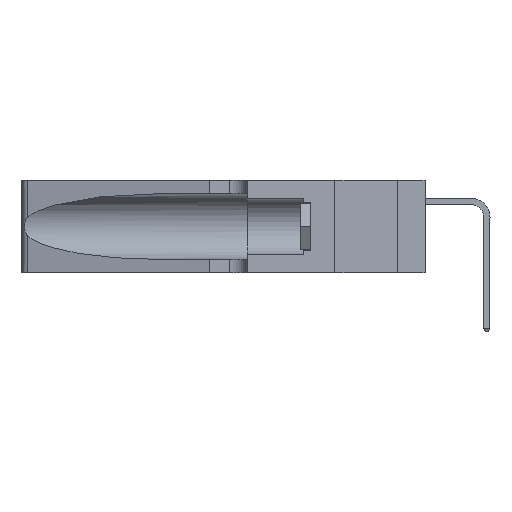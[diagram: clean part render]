
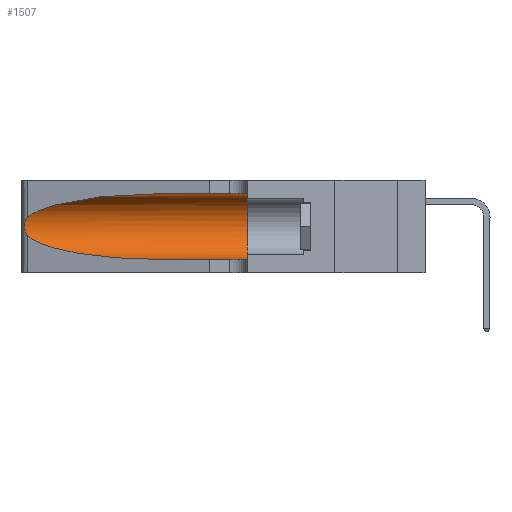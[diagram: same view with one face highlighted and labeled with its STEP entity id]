
A CAD part, left-side view. The second image highlights one B-rep face of the part: STEP entity #1507.
In plain terms, the highlighted cylindrical face has radius 3.308 mm (diameter 6.617 mm), a partial arc.
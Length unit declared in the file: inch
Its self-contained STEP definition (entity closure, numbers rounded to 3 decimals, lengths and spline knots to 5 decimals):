
#864 = CARTESIAN_POINT ( 'NONE',  ( 0.25555, 1.22993, 0.14849 ) ) ;
#1507 = ADVANCED_FACE ( 'NONE', ( #28738 ), #9403, .F. ) ;
#2027 = VERTEX_POINT ( 'NONE', #21279 ) ;
#3800 = EDGE_CURVE ( 'NONE', #2027, #14098, #27582, .T. ) ;
#4863 = DIRECTION ( 'NONE',  ( 0., -1., 0. ) ) ;
#5453 = CARTESIAN_POINT ( 'NONE',  ( 0.18966, 0.96281, 0.31525 ) ) ;
#5730 = CARTESIAN_POINT ( 'NONE',  ( 0.25787, 1.23484, 0.2124 ) ) ;
#5818 = AXIS2_PLACEMENT_3D ( 'NONE', #7237, #24217, #9684 ) ;
#6236 = ORIENTED_EDGE ( 'NONE', *, *, #13003, .F. ) ;
#7237 = CARTESIAN_POINT ( 'NONE',  ( 0.1305, 0.35, 0.185 ) ) ;
#8195 = CARTESIAN_POINT ( 'NONE',  ( 0.26018, 1.23835, 0.19895 ) ) ;
#8584 = CARTESIAN_POINT ( 'NONE',  ( 0.2373, 1.15595, 0.08982 ) ) ;
#9403 = CYLINDRICAL_SURFACE ( 'NONE', #10907, 0.13025 ) ;
#9684 = DIRECTION ( 'NONE',  ( 0., 0., 1. ) ) ;
#10627 = CARTESIAN_POINT ( 'NONE',  ( 0.26075, 1.23896, 0.178 ) ) ;
#10907 = AXIS2_PLACEMENT_3D ( 'NONE', #19405, #4863, #31473 ) ;
#10955 = ORIENTED_EDGE ( 'NONE', *, *, #3800, .T. ) ;
#11509 = VERTEX_POINT ( 'NONE', #27572 ) ;
#11554 = VECTOR ( 'NONE', #15990, 39.37008 ) ;
#12165 = ORIENTED_EDGE ( 'NONE', *, *, #28571, .F. ) ;
#12247 =( BOUNDED_CURVE ( )  B_SPLINE_CURVE ( 3, ( #24865, #5453, #27305, #12796 ),
 .UNSPECIFIED., .F., .F. ) 
 B_SPLINE_CURVE_WITH_KNOTS ( ( 4, 4 ),
 ( 1.5708, 2.84003 ),
 .UNSPECIFIED. ) 
 CURVE ( )  GEOMETRIC_REPRESENTATION_ITEM ( )  RATIONAL_B_SPLINE_CURVE ( ( 1., 0.87, 0.87, 1. ) ) 
 REPRESENTATION_ITEM ( '' )  );
#12796 = CARTESIAN_POINT ( 'NONE',  ( 0.25487, 1.22718, 0.22369 ) ) ;
#12851 = CARTESIAN_POINT ( 'NONE',  ( 0.1305, 0.35, 0.31525 ) ) ;
#13003 = EDGE_CURVE ( 'NONE', #11509, #14641, #25955, .T. ) ;
#13069 = CARTESIAN_POINT ( 'NONE',  ( 0.25856, 1.23593, 0.16098 ) ) ;
#13456 = CARTESIAN_POINT ( 'NONE',  ( 0.1305, 0.72297, 0.05475 ) ) ;
#13638 = VERTEX_POINT ( 'NONE', #20834 ) ;
#14098 = VERTEX_POINT ( 'NONE', #17731 ) ;
#14641 = VERTEX_POINT ( 'NONE', #12851 ) ;
#15136 = ORIENTED_EDGE ( 'NONE', *, *, #24901, .T. ) ;
#15496 = CARTESIAN_POINT ( 'NONE',  ( 0.25639, 1.23186, 0.15144 ) ) ;
#15602 = EDGE_CURVE ( 'NONE', #14098, #21993, #25847, .T. ) ;
#15649 = DIRECTION ( 'NONE',  ( 0., -1., 0. ) ) ;
#15990 = DIRECTION ( 'NONE',  ( 0., -1., 0. ) ) ;
#17036 = CARTESIAN_POINT ( 'NONE',  ( 0.1305, 0.35, 0.05475 ) ) ;
#17731 = CARTESIAN_POINT ( 'NONE',  ( 0.1305, 0.72297, 0.05475 ) ) ;
#17829 = CARTESIAN_POINT ( 'NONE',  ( 0.25487, 1.22718, 0.22369 ) ) ;
#17932 = CARTESIAN_POINT ( 'NONE',  ( 0.25487, 1.22718, 0.14631 ) ) ;
#19388 = VECTOR ( 'NONE', #15649, 39.37008 ) ;
#19401 = EDGE_CURVE ( 'NONE', #13638, #2027, #30026, .T. ) ;
#19405 = CARTESIAN_POINT ( 'NONE',  ( 0.1305, 1.61858, 0.185 ) ) ;
#20251 = CARTESIAN_POINT ( 'NONE',  ( 0.25639, 1.23184, 0.21858 ) ) ;
#20295 = EDGE_LOOP ( 'NONE', ( #15136, #27521, #10955, #25602, #12165, #6236 ) ) ;
#20633 = CARTESIAN_POINT ( 'NONE',  ( 0.25487, 1.22718, 0.14631 ) ) ;
#20834 = CARTESIAN_POINT ( 'NONE',  ( 0.25487, 1.22718, 0.22369 ) ) ;
#21279 = CARTESIAN_POINT ( 'NONE',  ( 0.25487, 1.22718, 0.14631 ) ) ;
#21993 = VERTEX_POINT ( 'NONE', #17036 ) ;
#22688 = CARTESIAN_POINT ( 'NONE',  ( 0.25854, 1.2359, 0.20912 ) ) ;
#24217 = DIRECTION ( 'NONE',  ( 0., 1., 0. ) ) ;
#24865 = CARTESIAN_POINT ( 'NONE',  ( 0.1305, 0.72297, 0.31525 ) ) ;
#24901 = EDGE_CURVE ( 'NONE', #11509, #13638, #12247, .T. ) ;
#25043 = CARTESIAN_POINT ( 'NONE',  ( 0.25555, 1.22994, 0.2215 ) ) ;
#25142 = CARTESIAN_POINT ( 'NONE',  ( 0.26075, 1.23896, 0.19203 ) ) ;
#25298 = CARTESIAN_POINT ( 'NONE',  ( 0.1305, 1.61858, 0.05475 ) ) ;
#25602 = ORIENTED_EDGE ( 'NONE', *, *, #15602, .T. ) ;
#25847 = LINE ( 'NONE', #25298, #19388 ) ;
#25955 = LINE ( 'NONE', #28085, #11554 ) ;
#27305 = CARTESIAN_POINT ( 'NONE',  ( 0.2373, 1.15595, 0.28018 ) ) ;
#27521 = ORIENTED_EDGE ( 'NONE', *, *, #19401, .T. ) ;
#27572 = CARTESIAN_POINT ( 'NONE',  ( 0.1305, 0.72297, 0.31525 ) ) ;
#27582 =( BOUNDED_CURVE ( )  B_SPLINE_CURVE ( 3, ( #20633, #8584, #27961, #13456 ),
 .UNSPECIFIED., .F., .T. ) 
 B_SPLINE_CURVE_WITH_KNOTS ( ( 4, 4 ),
 ( 3.44316, 4.71239 ),
 .UNSPECIFIED. ) 
 CURVE ( )  GEOMETRIC_REPRESENTATION_ITEM ( )  RATIONAL_B_SPLINE_CURVE ( ( 1., 0.87, 0.87, 1. ) ) 
 REPRESENTATION_ITEM ( '' )  );
#27588 = CARTESIAN_POINT ( 'NONE',  ( 0.26017, 1.23833, 0.17102 ) ) ;
#27961 = CARTESIAN_POINT ( 'NONE',  ( 0.18966, 0.96281, 0.05475 ) ) ;
#28085 = CARTESIAN_POINT ( 'NONE',  ( 0.1305, 1.61858, 0.31525 ) ) ;
#28355 = CIRCLE ( 'NONE', #5818, 0.13025 ) ;
#28571 = EDGE_CURVE ( 'NONE', #14641, #21993, #28355, .T. ) ;
#28738 = FACE_OUTER_BOUND ( 'NONE', #20295, .T. ) ;
#29992 = CARTESIAN_POINT ( 'NONE',  ( 0.25789, 1.23486, 0.15765 ) ) ;
#30026 = B_SPLINE_CURVE_WITH_KNOTS ( 'NONE', 3,
 ( #17829, #25043, #20251, #5730, #22688, #8195, #25142, #10627, #27588, #13069, #29992, #15496, #864, #17932 ),
 .UNSPECIFIED., .F., .F.,
 ( 4, 2, 2, 2, 2, 2, 4 ),
 ( 0., 0.00027, 0.00053, 0.00107, 0.0016, 0.00187, 0.00214 ),
 .UNSPECIFIED. ) ;
#31473 = DIRECTION ( 'NONE',  ( 0., 0., -1. ) ) ;
